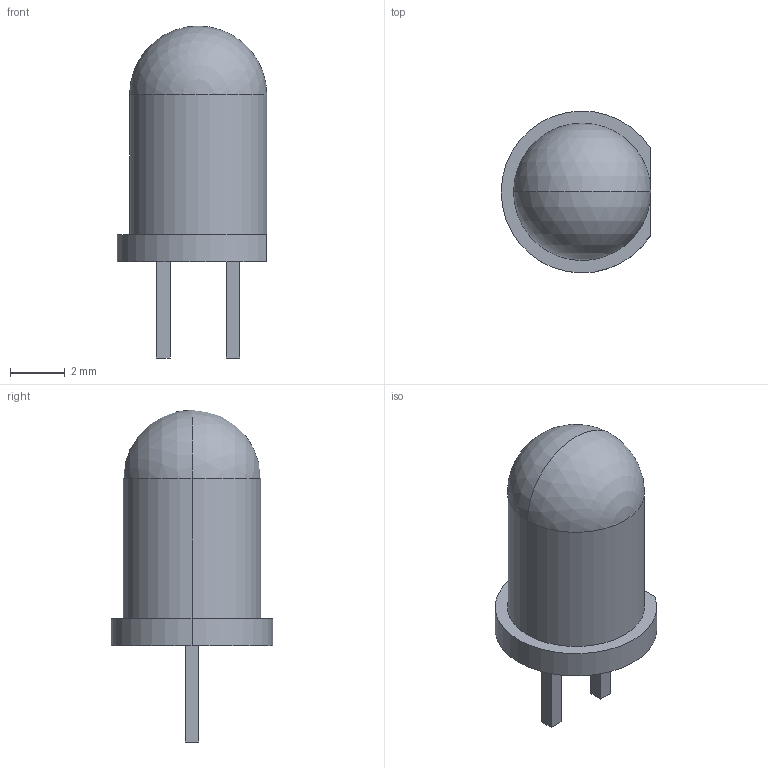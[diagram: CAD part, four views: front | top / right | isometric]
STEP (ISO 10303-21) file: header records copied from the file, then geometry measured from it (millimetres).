
FILE_DESCRIPTION (( 'STEP AP214' ), '1' );
FILE_NAME ('LED-TH_5mm_YG.step', '2021-08-14T16:45:50', ( '' ), ( '' ), 'SwSTEP 2.0', 'SolidWorks 2020', '' );
FILE_SCHEMA (( 'AUTOMOTIVE_DESIGN' ));
Length unit declared in the file: millimetre
Products named in the file (1): LED-TH_5mm_YG
Bounding box: 5.45 x 5.9 x 12.1 mm (x, y, z)
Volume: 161 mm3; surface area: 185 mm2
Topology: 1 solids, 1 shells, 78 faces, 202 edges, 133 vertices
Faces by surface type: plane 58, bspline 14, cylinder 4, sphere 2
Entity records: 3273 total; most frequent: CARTESIAN_POINT 1206, ORIENTED_EDGE 396, DIRECTION 310, EDGE_CURVE 198, VECTOR 160, LINE 160, VERTEX_POINT 131, EDGE_LOOP 87
